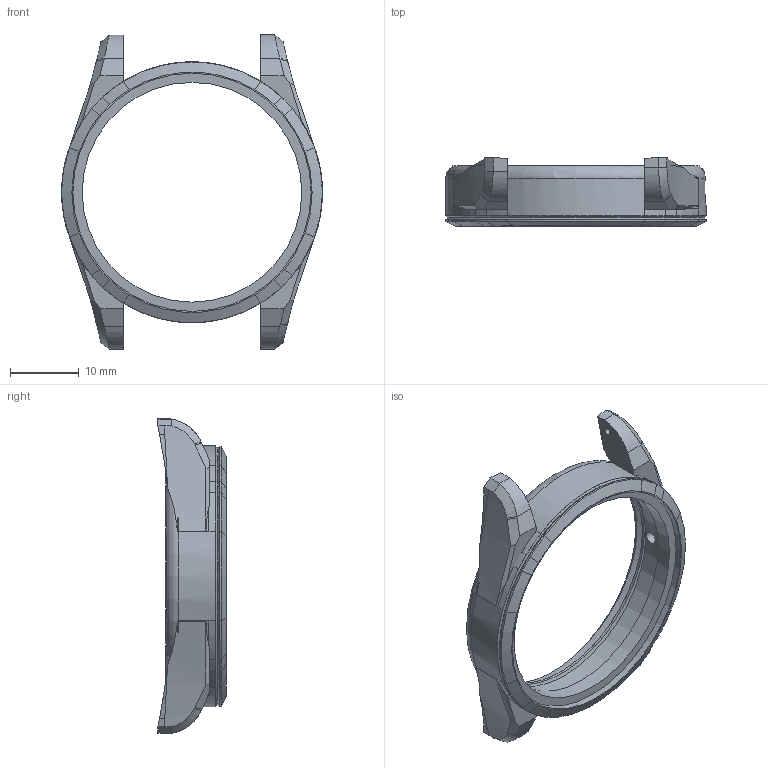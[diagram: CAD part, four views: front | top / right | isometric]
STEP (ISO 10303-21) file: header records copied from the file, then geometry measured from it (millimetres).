
FILE_DESCRIPTION(/* description */ (''),/* implementation_level */ '2;1');
FILE_NAME(/* name */ 'Boitier de montre.step',/* time_stamp */ '2024-07-30T23:11:36+02:00',/* author */ (''),/* organization */ (''),/* preprocessor_version */ 'ST-DEVELOPER v20',/* originating_system */ 'Autodesk Translation Framework v13.14.0.145',/* authorisation */ '');
FILE_SCHEMA (('AUTOMOTIVE_DESIGN { 1 0 10303 214 3 1 1 }'));
Length unit declared in the file: millimetre
Products named in the file (1): Seiko
Bounding box: 38 x 9.94 x 45.86 mm (x, y, z)
Volume: 2903.1 mm3; surface area: 3807.6 mm2
Topology: 5 solids, 5 shells, 212 faces, 581 edges, 382 vertices
Faces by surface type: bspline 87, cylinder 59, plane 47, cone 18, torus 1
Full cylindrical faces by diameter (mm): 1 x4, 1.8 x1, 32 x1, 33.5 x1, 34.21 x1, 34.7 x1, 35.208 x1, 35.85 x1, 37.5 x1
Entity records: 11156 total; most frequent: CARTESIAN_POINT 6447, ORIENTED_EDGE 1154, DIRECTION 685, EDGE_CURVE 577, VERTEX_POINT 382, B_SPLINE_CURVE_WITH_KNOTS 255, AXIS2_PLACEMENT_3D 250, EDGE_LOOP 223
